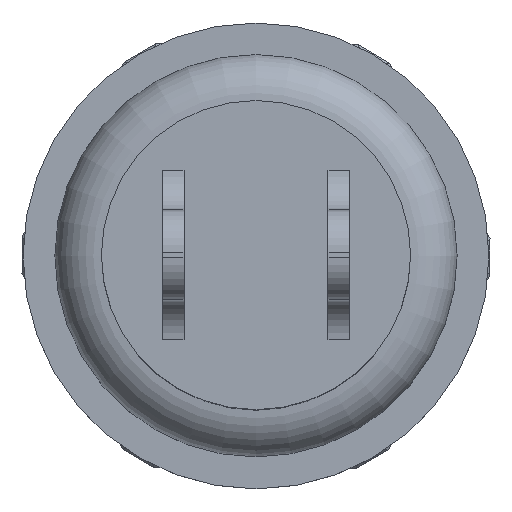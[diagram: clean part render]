
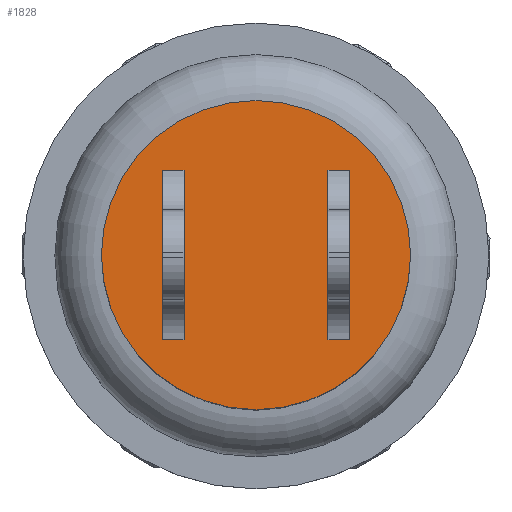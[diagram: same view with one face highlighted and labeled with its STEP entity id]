
A CAD part, top view. The second image highlights one B-rep face of the part: STEP entity #1828.
In plain terms, the highlighted planar face has unit normal (0, 0, 1).
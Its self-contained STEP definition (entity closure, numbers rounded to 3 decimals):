
#153=PLANE('',#2056);
#254=FACE_OUTER_BOUND('',#374,.T.);
#374=EDGE_LOOP('',(#1425));
#769=CIRCLE('',#2054,3.65);
#863=VERTEX_POINT('',#4530);
#1058=EDGE_CURVE('',#863,#863,#769,.T.);
#1425=ORIENTED_EDGE('',*,*,#1058,.T.);
#1828=ADVANCED_FACE('',(#254),#153,.T.);
#2054=AXIS2_PLACEMENT_3D('',#4531,#2326,#2327);
#2056=AXIS2_PLACEMENT_3D('',#4535,#2331,#2332);
#2326=DIRECTION('center_axis',(0.,0.,1.));
#2327=DIRECTION('ref_axis',(-1.,0.,0.));
#2331=DIRECTION('center_axis',(0.,0.,1.));
#2332=DIRECTION('ref_axis',(-1.,0.,0.));
#4530=CARTESIAN_POINT('',(3.65,0.,20.7));
#4531=CARTESIAN_POINT('Origin',(0.,0.,20.7));
#4535=CARTESIAN_POINT('Origin',(0.,0.,20.7));
